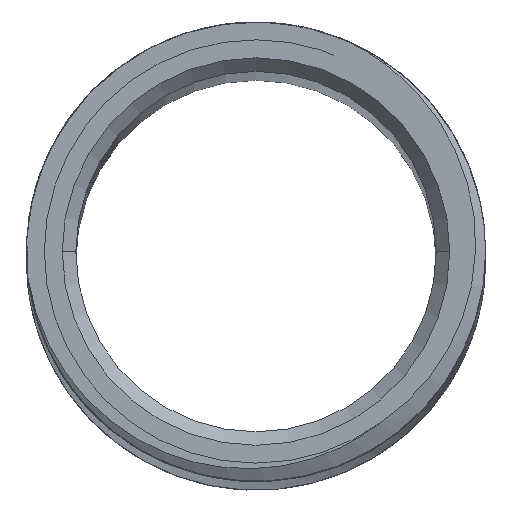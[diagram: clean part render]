
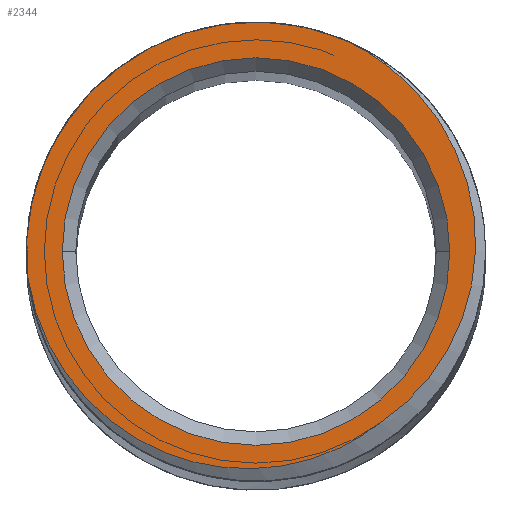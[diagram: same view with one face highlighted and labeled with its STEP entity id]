
A CAD part, top view. The second image highlights one B-rep face of the part: STEP entity #2344.
In plain terms, the highlighted planar face has unit normal (0, 0, 1).
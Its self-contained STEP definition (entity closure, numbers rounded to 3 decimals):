
#65=CARTESIAN_POINT('',(0.,0.,
149.86));
#66=DIRECTION('',(0.,0.,-1.));
#67=DIRECTION('',(-1.,0.,0.));
#68=AXIS2_PLACEMENT_3D('',#65,#66,#67);
#70=CARTESIAN_POINT('',(0.,0.,
149.86));
#71=DIRECTION('',(0.,0.,-1.));
#72=DIRECTION('',(1.,0.,0.));
#73=AXIS2_PLACEMENT_3D('',#70,#71,#72);
#75=CARTESIAN_POINT('',(7.219,-9.935,149.86));
#76=CARTESIAN_POINT('',(7.956,-9.444,149.86));
#77=CARTESIAN_POINT('',(9.296,-8.325,149.86));
#78=CARTESIAN_POINT('',(10.939,-6.228,149.86));
#79=CARTESIAN_POINT('',(12.129,-3.764,149.86));
#80=CARTESIAN_POINT('',(12.761,-1.056,149.86));
#81=CARTESIAN_POINT('',(12.801,1.647,149.86));
#82=CARTESIAN_POINT('',(12.266,4.354,149.86));
#83=CARTESIAN_POINT('',(11.161,6.891,149.86));
#84=CARTESIAN_POINT('',(9.561,9.137,149.86));
#85=CARTESIAN_POINT('',(7.456,11.05,149.86));
#86=CARTESIAN_POINT('',(5.858,11.977,149.86));
#87=CARTESIAN_POINT('',(4.998,12.363,149.86));
#89=CARTESIAN_POINT('',(-13.251,-1.497,149.86));
#90=CARTESIAN_POINT('',(-13.102,-2.481,149.86));
#91=CARTESIAN_POINT('',(-12.596,-4.362,149.86));
#92=CARTESIAN_POINT('',(-11.231,-6.98,149.86));
#93=CARTESIAN_POINT('',(-9.294,-9.241,149.86));
#94=CARTESIAN_POINT('',(-7.019,-10.917,149.86));
#95=CARTESIAN_POINT('',(-4.713,-11.972,149.86));
#96=CARTESIAN_POINT('',(-2.307,-12.564,149.86));
#97=CARTESIAN_POINT('',(0.26,-12.672,149.86));
#98=CARTESIAN_POINT('',(2.772,-12.264,149.86));
#99=CARTESIAN_POINT('',(5.181,-11.34,149.86));
#100=CARTESIAN_POINT('',(6.566,-10.451,149.86));
#101=CARTESIAN_POINT('',(7.219,-9.935,149.86));
#178=CARTESIAN_POINT('',(0.,0.,149.86));
#179=DIRECTION('',(0.,0.,1.));
#180=DIRECTION('',(0.375,0.927,0.));
#181=AXIS2_PLACEMENT_3D('',#178,#179,#180);
#2136=CARTESIAN_POINT('',(-11.252,0.,149.86));
#2137=CARTESIAN_POINT('',(11.252,0.,149.86));
#2138=VERTEX_POINT('',#2136);
#2139=VERTEX_POINT('',#2137);
#2155=VERTEX_POINT('',#75);
#2156=VERTEX_POINT('',#87);
#2157=VERTEX_POINT('',#89);
#2326=CARTESIAN_POINT('',(0.,0.,149.86));
#2327=DIRECTION('',(0.,0.,1.));
#2328=DIRECTION('',(1.,0.,0.));
#2329=AXIS2_PLACEMENT_3D('',#2326,#2327,#2328);
#2330=PLANE('',#2329);
#2332=ORIENTED_EDGE('',*,*,#2331,.F.);
#2334=ORIENTED_EDGE('',*,*,#2333,.F.);
#2336=ORIENTED_EDGE('',*,*,#2335,.F.);
#2337=EDGE_LOOP('',(#2332,#2334,#2336));
#2338=FACE_OUTER_BOUND('',#2337,.F.);
#2340=ORIENTED_EDGE('',*,*,#2339,.F.);
#2341=ORIENTED_EDGE('',*,*,#2316,.F.);
#2342=EDGE_LOOP('',(#2340,#2341));
#2343=FACE_BOUND('',#2342,.F.);
#2344=ADVANCED_FACE('',(#2338,#2343),#2330,.T.);
#69=CIRCLE('',#68,11.252);
#74=CIRCLE('',#73,11.252);
#88=B_SPLINE_CURVE_WITH_KNOTS('',3,(#75,#76,#77,#78,#79,#80,#81,#82,#83,#84,#85,
#86,#87),.UNSPECIFIED.,.F.,.F.,(4,1,1,1,1,1,1,1,1,1,4),(0.,0.1,0.2,0.3,
0.4,0.5,0.6,0.7,0.8,0.9,1.),.UNSPECIFIED.);
#102=B_SPLINE_CURVE_WITH_KNOTS('',3,(#89,#90,#91,#92,#93,#94,#95,#96,#97,#98,
#99,#100,#101),.UNSPECIFIED.,.F.,.F.,(4,1,1,1,1,1,1,1,1,1,4),(0.,0.1,0.2,
0.3,0.4,0.5,0.6,0.7,0.8,0.9,1.),.UNSPECIFIED.);
#182=CIRCLE('',#181,13.335);
#2316=EDGE_CURVE('',#2139,#2138,#74,.T.);
#2331=EDGE_CURVE('',#2155,#2156,#88,.T.);
#2333=EDGE_CURVE('',#2157,#2155,#102,.T.);
#2335=EDGE_CURVE('',#2156,#2157,#182,.T.);
#2339=EDGE_CURVE('',#2138,#2139,#69,.T.);
